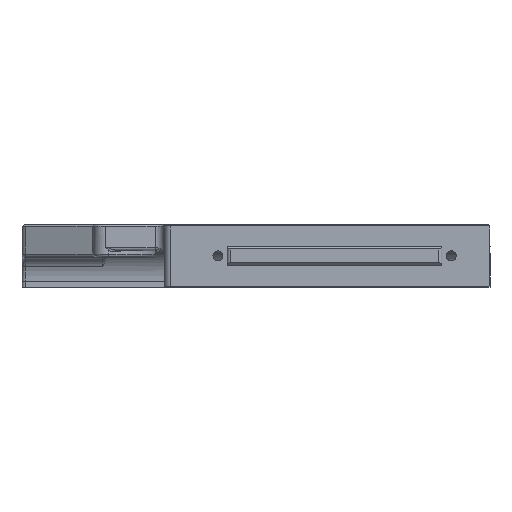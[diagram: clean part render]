
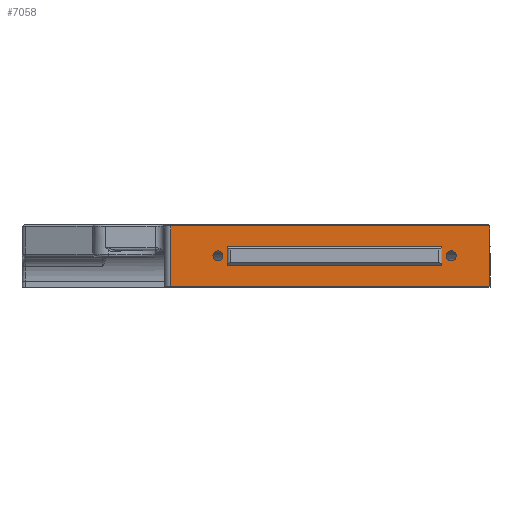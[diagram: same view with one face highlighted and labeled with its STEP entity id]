
A CAD part, top view. The second image highlights one B-rep face of the part: STEP entity #7058.
In plain terms, the highlighted planar face has unit normal (0, 0, 1).
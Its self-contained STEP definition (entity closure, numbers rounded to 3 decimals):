
#443=CIRCLE('',#7662,1.6);
#445=CIRCLE('',#7666,1.6);
#1203=ORIENTED_EDGE('',*,*,#3203,.F.);
#1204=ORIENTED_EDGE('',*,*,#3204,.T.);
#1205=ORIENTED_EDGE('',*,*,#3176,.F.);
#1206=ORIENTED_EDGE('',*,*,#3179,.F.);
#1207=ORIENTED_EDGE('',*,*,#3154,.T.);
#1208=ORIENTED_EDGE('',*,*,#3156,.F.);
#1209=ORIENTED_EDGE('',*,*,#3144,.T.);
#1210=ORIENTED_EDGE('',*,*,#3161,.T.);
#1211=ORIENTED_EDGE('',*,*,#3149,.T.);
#1212=ORIENTED_EDGE('',*,*,#3146,.T.);
#3144=EDGE_CURVE('',#4159,#4158,#4639,.T.);
#3146=EDGE_CURVE('',#4160,#4160,#443,.T.);
#3149=EDGE_CURVE('',#4162,#4162,#445,.T.);
#3154=EDGE_CURVE('',#4168,#4167,#4642,.T.);
#3156=EDGE_CURVE('',#4159,#4167,#4643,.T.);
#3161=EDGE_CURVE('',#4158,#4168,#4648,.T.);
#3176=EDGE_CURVE('',#4178,#4179,#4660,.T.);
#3179=EDGE_CURVE('',#4180,#4178,#4661,.T.);
#3203=EDGE_CURVE('',#4189,#4180,#4675,.T.);
#3204=EDGE_CURVE('',#4189,#4179,#4676,.T.);
#4158=VERTEX_POINT('',#11463);
#4159=VERTEX_POINT('',#11465);
#4160=VERTEX_POINT('',#11469);
#4162=VERTEX_POINT('',#11476);
#4167=VERTEX_POINT('',#11486);
#4168=VERTEX_POINT('',#11488);
#4178=VERTEX_POINT('',#11532);
#4179=VERTEX_POINT('',#11533);
#4180=VERTEX_POINT('',#11538);
#4189=VERTEX_POINT('',#11655);
#4639=LINE('',#11464,#5345);
#4642=LINE('',#11487,#5348);
#4643=LINE('',#11491,#5349);
#4648=LINE('',#11500,#5354);
#4660=LINE('',#11531,#5366);
#4661=LINE('',#11537,#5367);
#4675=LINE('',#11654,#5381);
#4676=LINE('',#11656,#5382);
#5345=VECTOR('',#8906,1000.);
#5348=VECTOR('',#8931,1000.);
#5349=VECTOR('',#8936,1000.);
#5354=VECTOR('',#8949,1000.);
#5366=VECTOR('',#8981,1000.);
#5367=VECTOR('',#8988,1000.);
#5381=VECTOR('',#9040,1000.);
#5382=VECTOR('',#9041,1000.);
#5924=EDGE_LOOP('',(#1203,#1204,#1205,#1206));
#5925=EDGE_LOOP('',(#1207,#1208,#1209,#1210));
#5926=EDGE_LOOP('',(#1211));
#5927=EDGE_LOOP('',(#1212));
#6391=FACE_BOUND('',#5924,.T.);
#6392=FACE_BOUND('',#5925,.T.);
#6393=FACE_BOUND('',#5926,.T.);
#6394=FACE_BOUND('',#5927,.T.);
#6783=PLANE('',#7708);
#7058=ADVANCED_FACE('',(#6391,#6392,#6393,#6394),#6783,.T.);
#7662=AXIS2_PLACEMENT_3D('',#11468,#8911,#8912);
#7666=AXIS2_PLACEMENT_3D('',#11475,#8920,#8921);
#7708=AXIS2_PLACEMENT_3D('',#11653,#9038,#9039);
#8906=DIRECTION('',(0.,-1.,0.));
#8911=DIRECTION('',(0.,0.,-1.));
#8912=DIRECTION('',(-1.,0.,0.));
#8920=DIRECTION('',(0.,0.,-1.));
#8921=DIRECTION('',(-1.,0.,0.));
#8931=DIRECTION('',(0.,1.,0.));
#8936=DIRECTION('',(-1.,0.,0.));
#8949=DIRECTION('',(-1.,0.,0.));
#8981=DIRECTION('',(0.,1.,0.));
#8988=DIRECTION('',(-1.,0.,0.));
#9038=DIRECTION('',(0.,0.,1.));
#9039=DIRECTION('',(1.,0.,0.));
#9040=DIRECTION('',(0.,-1.,0.));
#9041=DIRECTION('',(-1.,0.,0.));
#11463=CARTESIAN_POINT('',(102.,-51.,-58.096));
#11464=CARTESIAN_POINT('',(102.,-54.5,-58.096));
#11465=CARTESIAN_POINT('',(102.,-45.,-58.096));
#11468=CARTESIAN_POINT('',(105.,-48.,-58.096));
#11469=CARTESIAN_POINT('',(103.4,-48.,-58.096));
#11475=CARTESIAN_POINT('',(30.,-48.,-58.096));
#11476=CARTESIAN_POINT('',(28.4,-48.,-58.096));
#11486=CARTESIAN_POINT('',(33.,-45.,-58.096));
#11487=CARTESIAN_POINT('',(33.,-51.5,-58.096));
#11488=CARTESIAN_POINT('',(33.,-51.,-58.096));
#11491=CARTESIAN_POINT('',(33.9,-45.,-58.096));
#11500=CARTESIAN_POINT('',(24.4,-51.,-58.096));
#11531=CARTESIAN_POINT('',(14.8,-48.,-58.096));
#11532=CARTESIAN_POINT('',(14.8,-58.,-58.096));
#11533=CARTESIAN_POINT('',(14.8,-38.4,-58.096));
#11537=CARTESIAN_POINT('',(69.5,-58.,-58.096));
#11538=CARTESIAN_POINT('',(117.45,-58.,-58.096));
#11653=CARTESIAN_POINT('',(15.8,-58.,-58.096));
#11654=CARTESIAN_POINT('',(117.45,-54.,-58.096));
#11655=CARTESIAN_POINT('',(117.45,-38.4,-58.096));
#11656=CARTESIAN_POINT('',(15.8,-38.4,-58.096));
